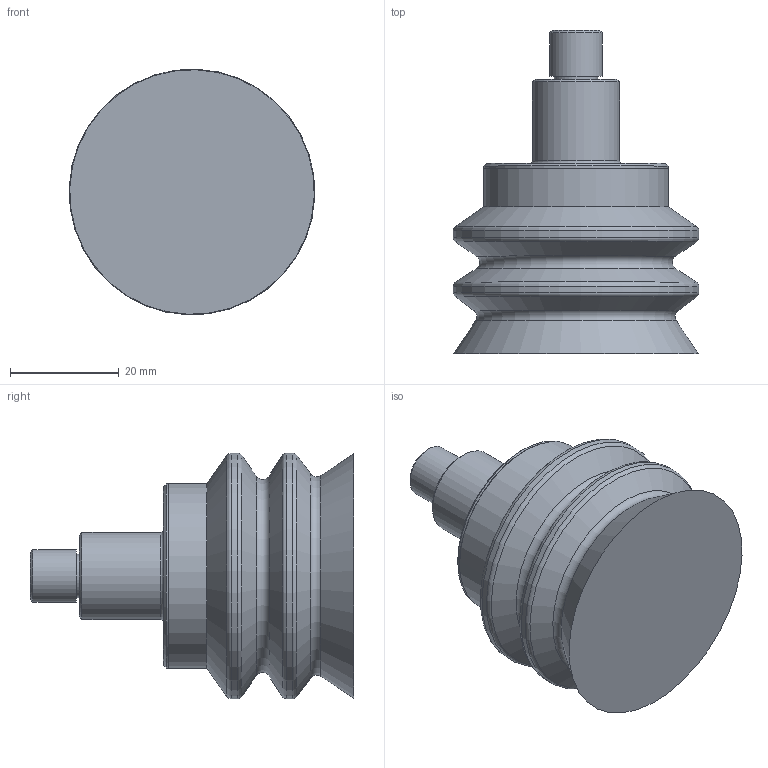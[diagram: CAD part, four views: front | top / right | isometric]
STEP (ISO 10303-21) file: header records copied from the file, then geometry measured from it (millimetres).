
FILE_DESCRIPTION(/* description */ (''),/* implementation_level */ '2;1');
FILE_NAME(/* name */ 'vf45nat_rac20r1-8m.stp',/* time_stamp */ '2024-05-24T09:51:49+02:00',/* author */ ('enginyeria3'),/* organization */ (''),/* preprocessor_version */ 'ST-DEVELOPER v20',/* originating_system */ 'Autodesk Inventor 2024',/* authorisation */ '');
FILE_SCHEMA (('AUTOMOTIVE_DESIGN { 1 0 10303 214 3 1 1 }'));
Length unit declared in the file: millimetre
Products named in the file (1): Pieza16
Bounding box: 45.17 x 59.5 x 45.17 mm (x, y, z)
Volume: 46155 mm3; surface area: 9836.6 mm2
Topology: 1 solids, 2 shells, 35 faces, 77 edges, 51 vertices
Faces by surface type: plane 9, cylinder 9, cone 9, torus 8
Full cylindrical faces by diameter (mm): 4 x1, 8 x1, 9.728 x1, 16 x1, 23 x1, 33.876 x1, 34 x1, 45.2 x2
Entity records: 1072 total; most frequent: DIRECTION 208, CARTESIAN_POINT 164, ORIENTED_EDGE 154, AXIS2_PLACEMENT_3D 95, EDGE_CURVE 77, CIRCLE 59, VERTEX_POINT 51, EDGE_LOOP 42
